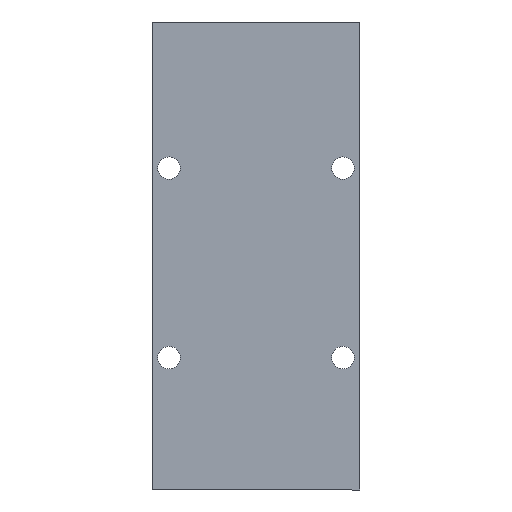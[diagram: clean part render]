
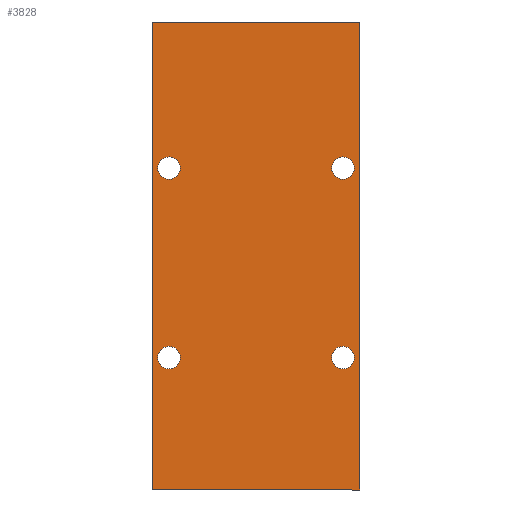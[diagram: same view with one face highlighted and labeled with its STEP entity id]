
A CAD part, front view. The second image highlights one B-rep face of the part: STEP entity #3828.
In plain terms, the highlighted planar face has unit normal (0, -1, 0).
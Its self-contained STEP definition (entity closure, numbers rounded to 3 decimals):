
#18 = ORIENTED_EDGE ( 'NONE', *, *, #1747, .F. ) ;
#51 = DIRECTION ( 'NONE',  ( -1., 0., 0. ) ) ;
#64 = AXIS2_PLACEMENT_3D ( 'NONE', #2771, #329, #3164 ) ;
#145 = VERTEX_POINT ( 'NONE', #1996 ) ;
#208 = CARTESIAN_POINT ( 'NONE',  ( -37.914, 1.778, -170.18 ) ) ;
#248 = LINE ( 'NONE', #3688, #4481 ) ;
#260 = AXIS2_PLACEMENT_3D ( 'NONE', #2929, #495, #3296 ) ;
#329 = DIRECTION ( 'NONE',  ( 0., -1., 0. ) ) ;
#370 = AXIS2_PLACEMENT_3D ( 'NONE', #1195, #3924, #1588 ) ;
#386 = CIRCLE ( 'NONE', #2758, 1.93 ) ;
#411 = CIRCLE ( 'NONE', #1928, 1.93 ) ;
#427 = DIRECTION ( 'NONE',  ( 0., 0., 1. ) ) ;
#495 = DIRECTION ( 'NONE',  ( 0., -1., 0. ) ) ;
#506 = ORIENTED_EDGE ( 'NONE', *, *, #4480, .F. ) ;
#521 = CARTESIAN_POINT ( 'NONE',  ( -17.204, 1.778, -167.275 ) ) ;
#563 = CIRCLE ( 'NONE', #3797, 1.93 ) ;
#641 = ORIENTED_EDGE ( 'NONE', *, *, #2323, .F. ) ;
#736 = EDGE_CURVE ( 'NONE', #3214, #2553, #2179, .T. ) ;
#909 = CIRCLE ( 'NONE', #64, 1.93 ) ;
#934 = CARTESIAN_POINT ( 'NONE',  ( 58.42, 1.778, 0. ) ) ;
#1037 = ORIENTED_EDGE ( 'NONE', *, *, #1360, .F. ) ;
#1038 = DIRECTION ( 'NONE',  ( 0., 0., -1. ) ) ;
#1080 = VERTEX_POINT ( 'NONE', #1699 ) ;
#1123 = DIRECTION ( 'NONE',  ( -1., 0., 0. ) ) ;
#1125 = FACE_OUTER_BOUND ( 'NONE', #3063, .T. ) ;
#1195 = CARTESIAN_POINT ( 'NONE',  ( -15.274, 1.778, -137.525 ) ) ;
#1296 = ORIENTED_EDGE ( 'NONE', *, *, #4119, .F. ) ;
#1360 = EDGE_CURVE ( 'NONE', #3663, #1080, #563, .T. ) ;
#1377 = DIRECTION ( 'NONE',  ( 1., 0., 0. ) ) ;
#1415 = ORIENTED_EDGE ( 'NONE', *, *, #2259, .T. ) ;
#1506 = AXIS2_PLACEMENT_3D ( 'NONE', #2166, #4849, #2564 ) ;
#1588 = DIRECTION ( 'NONE',  ( -1., 0., 0. ) ) ;
#1699 = CARTESIAN_POINT ( 'NONE',  ( 15.226, 1.778, -137.525 ) ) ;
#1738 = DIRECTION ( 'NONE',  ( 0., -1., 0. ) ) ;
#1740 = VERTEX_POINT ( 'NONE', #521 ) ;
#1747 = EDGE_CURVE ( 'NONE', #3808, #3027, #2287, .T. ) ;
#1928 = AXIS2_PLACEMENT_3D ( 'NONE', #4063, #1738, #4443 ) ;
#1937 = AXIS2_PLACEMENT_3D ( 'NONE', #2218, #4903, #2617 ) ;
#1967 = CARTESIAN_POINT ( 'NONE',  ( -13.343, 1.778, -167.275 ) ) ;
#1996 = CARTESIAN_POINT ( 'NONE',  ( -17.204, 1.778, -137.525 ) ) ;
#2042 = LINE ( 'NONE', #3239, #3848 ) ;
#2166 = CARTESIAN_POINT ( 'NONE',  ( 17.156, 1.778, -167.275 ) ) ;
#2179 = LINE ( 'NONE', #2335, #4096 ) ;
#2195 = FACE_BOUND ( 'NONE', #2704, .T. ) ;
#2218 = CARTESIAN_POINT ( 'NONE',  ( -15.274, 1.778, -137.525 ) ) ;
#2259 = EDGE_CURVE ( 'NONE', #3214, #3605, #2042, .T. ) ;
#2287 = CIRCLE ( 'NONE', #1506, 1.93 ) ;
#2316 = CARTESIAN_POINT ( 'NONE',  ( 17.156, 1.778, -137.525 ) ) ;
#2323 = EDGE_CURVE ( 'NONE', #1740, #3496, #411, .T. ) ;
#2335 = CARTESIAN_POINT ( 'NONE',  ( 58.42, 1.778, -170.18 ) ) ;
#2537 = DIRECTION ( 'NONE',  ( 0., -1., 0. ) ) ;
#2547 = ORIENTED_EDGE ( 'NONE', *, *, #4122, .F. ) ;
#2553 = VERTEX_POINT ( 'NONE', #208 ) ;
#2564 = DIRECTION ( 'NONE',  ( -1., 0., 0. ) ) ;
#2617 = DIRECTION ( 'NONE',  ( -1., 0., 0. ) ) ;
#2698 = DIRECTION ( 'NONE',  ( -1., 0., 0. ) ) ;
#2704 = EDGE_LOOP ( 'NONE', ( #641, #4825 ) ) ;
#2758 = AXIS2_PLACEMENT_3D ( 'NONE', #4834, #2537, #51 ) ;
#2771 = CARTESIAN_POINT ( 'NONE',  ( 17.156, 1.778, -167.275 ) ) ;
#2870 = CARTESIAN_POINT ( 'NONE',  ( 19.087, 1.778, -137.525 ) ) ;
#2914 = ORIENTED_EDGE ( 'NONE', *, *, #4337, .F. ) ;
#2928 = CIRCLE ( 'NONE', #370, 1.93 ) ;
#2929 = CARTESIAN_POINT ( 'NONE',  ( 17.156, 1.778, -137.525 ) ) ;
#2932 = DIRECTION ( 'NONE',  ( -1., 0., 0. ) ) ;
#2959 = PLANE ( 'NONE',  #4807 ) ;
#2984 = CIRCLE ( 'NONE', #260, 1.93 ) ;
#3027 = VERTEX_POINT ( 'NONE', #4167 ) ;
#3029 = EDGE_CURVE ( 'NONE', #3611, #2553, #3108, .T. ) ;
#3063 = EDGE_LOOP ( 'NONE', ( #1415, #3515, #3631, #4651 ) ) ;
#3108 = LINE ( 'NONE', #3781, #5019 ) ;
#3164 = DIRECTION ( 'NONE',  ( -1., 0., 0. ) ) ;
#3214 = VERTEX_POINT ( 'NONE', #4676 ) ;
#3215 = CARTESIAN_POINT ( 'NONE',  ( -37.913, 1.778, -134.62 ) ) ;
#3224 = FACE_BOUND ( 'NONE', #4915, .T. ) ;
#3238 = VERTEX_POINT ( 'NONE', #4717 ) ;
#3239 = CARTESIAN_POINT ( 'NONE',  ( 42.155, 1.778, -134.62 ) ) ;
#3296 = DIRECTION ( 'NONE',  ( -1., 0., 0. ) ) ;
#3464 = FACE_BOUND ( 'NONE', #4855, .T. ) ;
#3496 = VERTEX_POINT ( 'NONE', #1967 ) ;
#3515 = ORIENTED_EDGE ( 'NONE', *, *, #3798, .T. ) ;
#3605 = VERTEX_POINT ( 'NONE', #4357 ) ;
#3611 = VERTEX_POINT ( 'NONE', #3215 ) ;
#3631 = ORIENTED_EDGE ( 'NONE', *, *, #3029, .T. ) ;
#3663 = VERTEX_POINT ( 'NONE', #2870 ) ;
#3688 = CARTESIAN_POINT ( 'NONE',  ( 58.42, 1.778, -134.62 ) ) ;
#3703 = CARTESIAN_POINT ( 'NONE',  ( 15.226, 1.778, -167.275 ) ) ;
#3716 = DIRECTION ( 'NONE',  ( 0., 1., 0. ) ) ;
#3767 = EDGE_CURVE ( 'NONE', #3496, #1740, #386, .T. ) ;
#3781 = CARTESIAN_POINT ( 'NONE',  ( -37.913, 1.778, -134.62 ) ) ;
#3797 = AXIS2_PLACEMENT_3D ( 'NONE', #2316, #4981, #2698 ) ;
#3798 = EDGE_CURVE ( 'NONE', #3605, #3611, #248, .T. ) ;
#3808 = VERTEX_POINT ( 'NONE', #3703 ) ;
#3828 = ADVANCED_FACE ( 'NONE', ( #4364, #2195, #3464, #3224, #1125 ), #2959, .F. ) ;
#3848 = VECTOR ( 'NONE', #427, 1000. ) ;
#3924 = DIRECTION ( 'NONE',  ( 0., -1., 0. ) ) ;
#3925 = EDGE_LOOP ( 'NONE', ( #2547, #506 ) ) ;
#4063 = CARTESIAN_POINT ( 'NONE',  ( -15.274, 1.778, -167.275 ) ) ;
#4096 = VECTOR ( 'NONE', #1123, 1000. ) ;
#4119 = EDGE_CURVE ( 'NONE', #3027, #3808, #909, .T. ) ;
#4122 = EDGE_CURVE ( 'NONE', #145, #3238, #2928, .T. ) ;
#4167 = CARTESIAN_POINT ( 'NONE',  ( 19.087, 1.778, -167.275 ) ) ;
#4292 = CIRCLE ( 'NONE', #1937, 1.93 ) ;
#4337 = EDGE_CURVE ( 'NONE', #1080, #3663, #2984, .T. ) ;
#4357 = CARTESIAN_POINT ( 'NONE',  ( 42.155, 1.778, -134.62 ) ) ;
#4364 = FACE_BOUND ( 'NONE', #3925, .T. ) ;
#4443 = DIRECTION ( 'NONE',  ( -1., 0., 0. ) ) ;
#4480 = EDGE_CURVE ( 'NONE', #3238, #145, #4292, .T. ) ;
#4481 = VECTOR ( 'NONE', #2932, 1000. ) ;
#4651 = ORIENTED_EDGE ( 'NONE', *, *, #736, .F. ) ;
#4676 = CARTESIAN_POINT ( 'NONE',  ( 42.155, 1.778, -170.18 ) ) ;
#4717 = CARTESIAN_POINT ( 'NONE',  ( -13.343, 1.778, -137.525 ) ) ;
#4807 = AXIS2_PLACEMENT_3D ( 'NONE', #934, #3716, #1377 ) ;
#4825 = ORIENTED_EDGE ( 'NONE', *, *, #3767, .F. ) ;
#4834 = CARTESIAN_POINT ( 'NONE',  ( -15.274, 1.778, -167.275 ) ) ;
#4849 = DIRECTION ( 'NONE',  ( 0., -1., 0. ) ) ;
#4855 = EDGE_LOOP ( 'NONE', ( #2914, #1037 ) ) ;
#4903 = DIRECTION ( 'NONE',  ( 0., -1., 0. ) ) ;
#4915 = EDGE_LOOP ( 'NONE', ( #18, #1296 ) ) ;
#4981 = DIRECTION ( 'NONE',  ( 0., -1., 0. ) ) ;
#5019 = VECTOR ( 'NONE', #1038, 1000. ) ;
